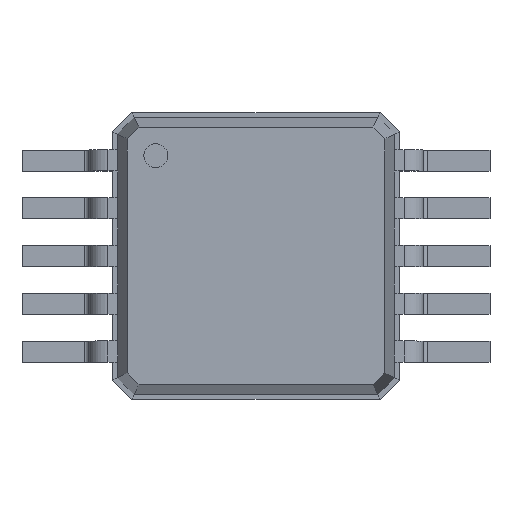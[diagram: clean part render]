
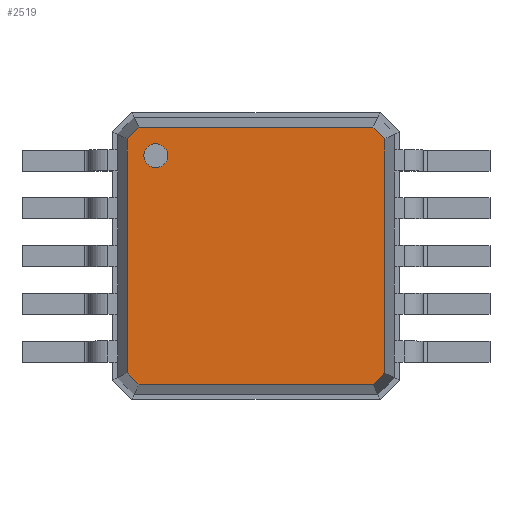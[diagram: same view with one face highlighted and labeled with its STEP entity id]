
A CAD part, top view. The second image highlights one B-rep face of the part: STEP entity #2519.
In plain terms, the highlighted planar face has unit normal (0, 0, 1).
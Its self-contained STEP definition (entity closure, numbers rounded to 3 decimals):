
#13=DIRECTION('',(0.,0.,1.));
#28=VECTOR('',#29,1.);
#29=DIRECTION('',(0.,-1.,0.));
#34=DIRECTION('',(0.,1.,0.));
#37=CARTESIAN_POINT('',(0.,0.));
#40=( GEOMETRIC_REPRESENTATION_CONTEXT(2) PARAMETRIC_REPRESENTATION_CONTEXT() REPRESENTATION_CONTEXT('2D SPACE','') );
#45=DIRECTION('',(1.,0.,0.));
#110=VECTOR('',#45,1.);
#131=CARTESIAN_POINT('',(0.,1.));
#171=DIRECTION('',(-1.,0.,0.));
#174=CARTESIAN_POINT('',(-0.,0.));
#223=DEFINITIONAL_REPRESENTATION('',(#224),#40);
#224=LINE('',#174,#225);
#225=VECTOR('',#226,1.);
#226=DIRECTION('',(-1.,0.));
#259=VECTOR('',#171,1.);
#580=CARTESIAN_POINT('',(1.45,1.275,0.725));
#582=CARTESIAN_POINT('',(1.45,-1.275,0.725));
#617=B_SPLINE_SURFACE_WITH_KNOTS('',1,1,((#580,#618),(#582,#619)),.UNSPECIFIED.,.F.,.F.,.F.,(2,2),(2,2),(0.,2.55),(0.,1.),.PIECEWISE_BEZIER_KNOTS.);
#618=CARTESIAN_POINT('',(1.349,1.225,1.2));
#619=CARTESIAN_POINT('',(1.349,-1.225,1.2));
#735=VECTOR('',#736,1.);
#736=DIRECTION('',(0.707,-0.707,0.));
#751=VECTOR('',#752,1.);
#752=DIRECTION('',(-0.707,-0.707,0.));
#781=VECTOR('',#782,1.);
#782=DIRECTION('',(-0.707,0.707,0.));
#798=VECTOR('',#34,1.);
#812=VECTOR('',#813,1.);
#813=DIRECTION('',(0.707,0.707,0.));
#1322=VERTEX_POINT('',#619);
#1330=B_SPLINE_SURFACE_WITH_KNOTS('',1,1,((#582,#619),(#1331,#1332)),.UNSPECIFIED.,.F.,.F.,.F.,(2,2),(2,2),(0.,0.247),(0.,1.),.PIECEWISE_BEZIER_KNOTS.);
#1331=CARTESIAN_POINT('',(1.275,-1.45,0.725));
#1332=CARTESIAN_POINT('',(1.225,-1.349,1.2));
#1333=ORIENTED_EDGE('',*,*,#1334,.F.);
#1334=EDGE_CURVE('',#1335,#1322,#1336,.T.);
#1335=VERTEX_POINT('',#618);
#1336=SURFACE_CURVE('',#1337,(#1338,#1342),.PCURVE_S1.);
#1337=LINE('',#618,#28);
#1338=PCURVE('',#617,#1339);
#1339=DEFINITIONAL_REPRESENTATION('',(#1340),#40);
#1340=B_SPLINE_CURVE_WITH_KNOTS('',1,(#131,#1341),.UNSPECIFIED.,.F.,.F.,(2,2),(0.,2.449),.PIECEWISE_BEZIER_KNOTS.);
#1341=CARTESIAN_POINT('',(2.55,1.));
#1342=PCURVE('',#1343,#1347);
#1343=PLANE('',#1344);
#1344=AXIS2_PLACEMENT_3D('',#1345,#13,#1346);
#1345=CARTESIAN_POINT('',(-1.225,1.349,1.2));
#1346=DIRECTION('',(0.672,-0.74,0.));
#1347=DEFINITIONAL_REPRESENTATION('',(#1348),#40);
#1348=LINE('',#1349,#1350);
#1349=CARTESIAN_POINT('',(1.822,1.822));
#1350=VECTOR('',#1351,1.);
#1351=DIRECTION('',(0.74,-0.672));
#1358=B_SPLINE_SURFACE_WITH_KNOTS('',1,1,((#1359,#1360),(#580,#618)),.UNSPECIFIED.,.F.,.F.,.F.,(2,2),(2,2),(0.,0.247),(0.,1.),.PIECEWISE_BEZIER_KNOTS.);
#1359=CARTESIAN_POINT('',(1.275,1.45,0.725));
#1360=CARTESIAN_POINT('',(1.225,1.349,1.2));
#2483=ORIENTED_EDGE('',*,*,#2484,.F.);
#2484=EDGE_CURVE('',#2485,#1335,#2486,.T.);
#2485=VERTEX_POINT('',#1360);
#2486=SURFACE_CURVE('',#2487,(#2488,#2492),.PCURVE_S1.);
#2487=LINE('',#1360,#735);
#2488=PCURVE('',#1358,#2489);
#2489=DEFINITIONAL_REPRESENTATION('',(#2490),#40);
#2490=B_SPLINE_CURVE_WITH_KNOTS('',1,(#131,#2491),.UNSPECIFIED.,.F.,.F.,(2,2),(0.,0.176),.PIECEWISE_BEZIER_KNOTS.);
#2491=CARTESIAN_POINT('',(0.247,1.));
#2492=PCURVE('',#1343,#2493);
#2493=DEFINITIONAL_REPRESENTATION('',(#2494),#40);
#2494=LINE('',#2495,#2496);
#2495=CARTESIAN_POINT('',(1.646,1.813));
#2496=VECTOR('',#2497,1.);
#2497=DIRECTION('',(0.999,0.048));
#2504=B_SPLINE_SURFACE_WITH_KNOTS('',1,1,((#2505,#1345),(#1359,#1360)),.UNSPECIFIED.,.F.,.F.,.F.,(2,2),(2,2),(0.,2.55),(0.,1.),.PIECEWISE_BEZIER_KNOTS.);
#2505=CARTESIAN_POINT('',(-1.275,1.45,0.725));
#2519=ADVANCED_FACE('',(#2520,#2602),#1343,.T.);
#2520=FACE_BOUND('',#2521,.T.);
#2521=EDGE_LOOP('',(#2522,#2533,#2548,#2563,#2578,#2591,#1333,#2483));
#2522=ORIENTED_EDGE('',*,*,#2523,.F.);
#2523=EDGE_CURVE('',#2524,#2485,#2525,.T.);
#2524=VERTEX_POINT('',#1345);
#2525=SURFACE_CURVE('',#2526,(#2527,#2532),.PCURVE_S1.);
#2526=LINE('',#1345,#110);
#2527=PCURVE('',#1343,#2528);
#2528=DEFINITIONAL_REPRESENTATION('',(#2529),#40);
#2529=LINE('',#37,#2530);
#2530=VECTOR('',#2531,1.);
#2531=DIRECTION('',(0.672,0.74));
#2532=PCURVE('',#2504,#1339);
#2533=ORIENTED_EDGE('',*,*,#2534,.F.);
#2534=EDGE_CURVE('',#2535,#2524,#2537,.T.);
#2535=VERTEX_POINT('',#2536);
#2536=CARTESIAN_POINT('',(-1.349,1.225,1.2));
#2537=SURFACE_CURVE('',#2538,(#2539,#2545),.PCURVE_S1.);
#2538=LINE('',#2536,#812);
#2539=PCURVE('',#1343,#2540);
#2540=DEFINITIONAL_REPRESENTATION('',(#2541),#40);
#2541=LINE('',#2542,#2543);
#2542=CARTESIAN_POINT('',(0.009,-0.176));
#2543=VECTOR('',#2544,1.);
#2544=DIRECTION('',(-0.048,0.999));
#2545=PCURVE('',#2546,#2489);
#2546=B_SPLINE_SURFACE_WITH_KNOTS('',1,1,((#2547,#2536),(#2505,#1345)),.UNSPECIFIED.,.F.,.F.,.F.,(2,2),(2,2),(0.,0.247),(0.,1.),.PIECEWISE_BEZIER_KNOTS.);
#2547=CARTESIAN_POINT('',(-1.45,1.275,0.725));
#2548=ORIENTED_EDGE('',*,*,#2549,.F.);
#2549=EDGE_CURVE('',#2550,#2535,#2552,.T.);
#2550=VERTEX_POINT('',#2551);
#2551=CARTESIAN_POINT('',(-1.349,-1.225,1.2));
#2552=SURFACE_CURVE('',#2553,(#2554,#2560),.PCURVE_S1.);
#2553=LINE('',#2551,#798);
#2554=PCURVE('',#1343,#2555);
#2555=DEFINITIONAL_REPRESENTATION('',(#2556),#40);
#2556=LINE('',#2557,#2558);
#2557=CARTESIAN_POINT('',(1.822,-1.822));
#2558=VECTOR('',#2559,1.);
#2559=DIRECTION('',(-0.74,0.672));
#2560=PCURVE('',#2561,#1339);
#2561=B_SPLINE_SURFACE_WITH_KNOTS('',1,1,((#2562,#2551),(#2547,#2536)),.UNSPECIFIED.,.F.,.F.,.F.,(2,2),(2,2),(0.,2.55),(0.,1.),.PIECEWISE_BEZIER_KNOTS.);
#2562=CARTESIAN_POINT('',(-1.45,-1.275,0.725));
#2563=ORIENTED_EDGE('',*,*,#2564,.F.);
#2564=EDGE_CURVE('',#2565,#2550,#2567,.T.);
#2565=VERTEX_POINT('',#2566);
#2566=CARTESIAN_POINT('',(-1.225,-1.349,1.2));
#2567=SURFACE_CURVE('',#2568,(#2569,#2575),.PCURVE_S1.);
#2568=LINE('',#2566,#781);
#2569=PCURVE('',#1343,#2570);
#2570=DEFINITIONAL_REPRESENTATION('',(#2571),#40);
#2571=LINE('',#2572,#2573);
#2572=CARTESIAN_POINT('',(1.998,-1.813));
#2573=VECTOR('',#2574,1.);
#2574=DIRECTION('',(-0.999,-0.048));
#2575=PCURVE('',#2576,#2489);
#2576=B_SPLINE_SURFACE_WITH_KNOTS('',1,1,((#2577,#2566),(#2562,#2551)),.UNSPECIFIED.,.F.,.F.,.F.,(2,2),(2,2),(0.,0.247),(0.,1.),.PIECEWISE_BEZIER_KNOTS.);
#2577=CARTESIAN_POINT('',(-1.275,-1.45,0.725));
#2578=ORIENTED_EDGE('',*,*,#2579,.F.);
#2579=EDGE_CURVE('',#2580,#2565,#2581,.T.);
#2580=VERTEX_POINT('',#1332);
#2581=SURFACE_CURVE('',#2582,(#2583,#2589),.PCURVE_S1.);
#2582=LINE('',#1332,#259);
#2583=PCURVE('',#1343,#2584);
#2584=DEFINITIONAL_REPRESENTATION('',(#2585),#40);
#2585=LINE('',#2586,#2587);
#2586=CARTESIAN_POINT('',(3.644,0.));
#2587=VECTOR('',#2588,1.);
#2588=DIRECTION('',(-0.672,-0.74));
#2589=PCURVE('',#2590,#1339);
#2590=B_SPLINE_SURFACE_WITH_KNOTS('',1,1,((#1331,#1332),(#2577,#2566)),.UNSPECIFIED.,.F.,.F.,.F.,(2,2),(2,2),(0.,2.55),(0.,1.),.PIECEWISE_BEZIER_KNOTS.);
#2591=ORIENTED_EDGE('',*,*,#2592,.F.);
#2592=EDGE_CURVE('',#1322,#2580,#2593,.T.);
#2593=SURFACE_CURVE('',#2594,(#2595,#2601),.PCURVE_S1.);
#2594=LINE('',#619,#751);
#2595=PCURVE('',#1343,#2596);
#2596=DEFINITIONAL_REPRESENTATION('',(#2597),#40);
#2597=LINE('',#2598,#2599);
#2598=CARTESIAN_POINT('',(3.635,0.176));
#2599=VECTOR('',#2600,1.);
#2600=DIRECTION('',(0.048,-0.999));
#2601=PCURVE('',#1330,#2489);
#2602=FACE_BOUND('',#2603,.T.);
#2603=EDGE_LOOP('',(#2604));
#2604=ORIENTED_EDGE('',*,*,#2605,.F.);
#2605=EDGE_CURVE('',#2606,#2606,#2608,.T.);
#2606=VERTEX_POINT('',#2607);
#2607=CARTESIAN_POINT('',(-1.049,0.924,1.2));
#2608=SURFACE_CURVE('',#2609,(#2612,#2617),.PCURVE_S1.);
#2609=CIRCLE('',#2610,0.125);
#2610=AXIS2_PLACEMENT_3D('',#2611,#13,#29);
#2611=CARTESIAN_POINT('',(-1.049,1.049,1.2));
#2612=PCURVE('',#1343,#2613);
#2613=DEFINITIONAL_REPRESENTATION('',(#2614),#40);
#2614=CIRCLE('',#2615,0.125);
#2615=AXIS2_PLACEMENT_2D('',#2616,#1351);
#2616=CARTESIAN_POINT('',(0.34,-0.072));
#2617=PCURVE('',#2618,#223);
#2618=CYLINDRICAL_SURFACE('',#2619,0.125);
#2619=AXIS2_PLACEMENT_3D('',#2611,#2620,#29);
#2620=DIRECTION('',(0.,0.,-1.));
